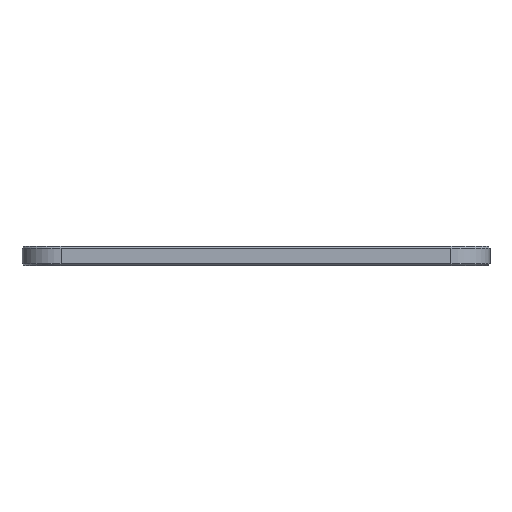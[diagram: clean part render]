
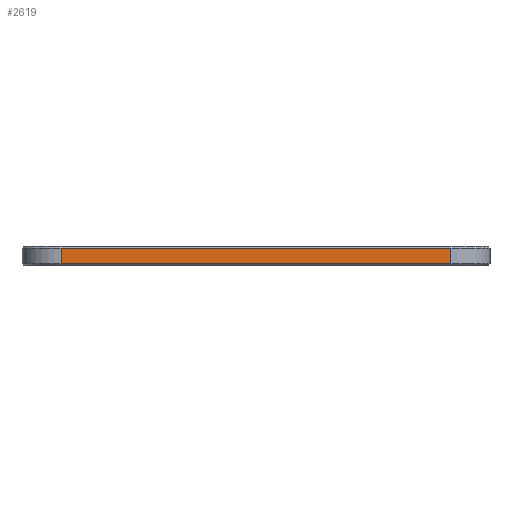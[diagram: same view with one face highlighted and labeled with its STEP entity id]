
A CAD part, front view. The second image highlights one B-rep face of the part: STEP entity #2619.
In plain terms, the highlighted planar face has unit normal (0, -1, 0).
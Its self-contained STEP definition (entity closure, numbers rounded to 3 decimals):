
#158 = PLANE('',#159);
#159 = AXIS2_PLACEMENT_3D('',#160,#161,#162);
#160 = CARTESIAN_POINT('',(0.,-6.1,0.15));
#161 = DIRECTION('',(0.,-0.707,-0.707));
#162 = DIRECTION('',(-1.,-0.,-0.));
#1034 = VERTEX_POINT('',#1035);
#1035 = CARTESIAN_POINT('',(62.5,-6.25,0.3));
#1071 = CYLINDRICAL_SURFACE('',#1072,6.25);
#1072 = AXIS2_PLACEMENT_3D('',#1073,#1074,#1075);
#1073 = CARTESIAN_POINT('',(62.5,0.,0.));
#1074 = DIRECTION('',(-0.,-0.,-1.));
#1075 = DIRECTION('',(1.,0.,0.));
#1143 = VERTEX_POINT('',#1144);
#1144 = CARTESIAN_POINT('',(0.,-6.25,0.3));
#1165 = EDGE_CURVE('',#1143,#1034,#1166,.T.);
#1166 = SURFACE_CURVE('',#1167,(#1171,#1178),.PCURVE_S1.);
#1167 = LINE('',#1168,#1169);
#1168 = CARTESIAN_POINT('',(0.,-6.25,0.3));
#1169 = VECTOR('',#1170,1.);
#1170 = DIRECTION('',(1.,0.,0.));
#1171 = PCURVE('',#158,#1172);
#1172 = DEFINITIONAL_REPRESENTATION('',(#1173),#1177);
#1173 = LINE('',#1174,#1175);
#1174 = CARTESIAN_POINT('',(-0.,-0.212));
#1175 = VECTOR('',#1176,1.);
#1176 = DIRECTION('',(-1.,0.));
#1177 = ( GEOMETRIC_REPRESENTATION_CONTEXT(2) 
PARAMETRIC_REPRESENTATION_CONTEXT() REPRESENTATION_CONTEXT('2D SPACE',''
  ) );
#1178 = PCURVE('',#1179,#1184);
#1179 = PLANE('',#1180);
#1180 = AXIS2_PLACEMENT_3D('',#1181,#1182,#1183);
#1181 = CARTESIAN_POINT('',(0.,-6.25,0.));
#1182 = DIRECTION('',(0.,1.,0.));
#1183 = DIRECTION('',(1.,0.,0.));
#1184 = DEFINITIONAL_REPRESENTATION('',(#1185),#1189);
#1185 = LINE('',#1186,#1187);
#1186 = CARTESIAN_POINT('',(0.,-0.3));
#1187 = VECTOR('',#1188,1.);
#1188 = DIRECTION('',(1.,0.));
#1189 = ( GEOMETRIC_REPRESENTATION_CONTEXT(2) 
PARAMETRIC_REPRESENTATION_CONTEXT() REPRESENTATION_CONTEXT('2D SPACE',''
  ) );
#1212 = CYLINDRICAL_SURFACE('',#1213,6.25);
#1213 = AXIS2_PLACEMENT_3D('',#1214,#1215,#1216);
#1214 = CARTESIAN_POINT('',(0.,0.,0.));
#1215 = DIRECTION('',(-0.,-0.,-1.));
#1216 = DIRECTION('',(1.,0.,0.));
#2514 = EDGE_CURVE('',#1034,#2515,#2517,.T.);
#2515 = VERTEX_POINT('',#2516);
#2516 = CARTESIAN_POINT('',(62.5,-6.25,2.825));
#2517 = SURFACE_CURVE('',#2518,(#2522,#2529),.PCURVE_S1.);
#2518 = LINE('',#2519,#2520);
#2519 = CARTESIAN_POINT('',(62.5,-6.25,0.));
#2520 = VECTOR('',#2521,1.);
#2521 = DIRECTION('',(0.,0.,1.));
#2522 = PCURVE('',#1071,#2523);
#2523 = DEFINITIONAL_REPRESENTATION('',(#2524),#2528);
#2524 = LINE('',#2525,#2526);
#2525 = CARTESIAN_POINT('',(-4.712,0.));
#2526 = VECTOR('',#2527,1.);
#2527 = DIRECTION('',(-0.,-1.));
#2528 = ( GEOMETRIC_REPRESENTATION_CONTEXT(2) 
PARAMETRIC_REPRESENTATION_CONTEXT() REPRESENTATION_CONTEXT('2D SPACE',''
  ) );
#2529 = PCURVE('',#1179,#2530);
#2530 = DEFINITIONAL_REPRESENTATION('',(#2531),#2535);
#2531 = LINE('',#2532,#2533);
#2532 = CARTESIAN_POINT('',(62.5,0.));
#2533 = VECTOR('',#2534,1.);
#2534 = DIRECTION('',(0.,-1.));
#2535 = ( GEOMETRIC_REPRESENTATION_CONTEXT(2) 
PARAMETRIC_REPRESENTATION_CONTEXT() REPRESENTATION_CONTEXT('2D SPACE',''
  ) );
#2619 = ADVANCED_FACE('',(#2620),#1179,.F.);
#2620 = FACE_BOUND('',#2621,.F.);
#2621 = EDGE_LOOP('',(#2622,#2645,#2671,#2672));
#2622 = ORIENTED_EDGE('',*,*,#2623,.T.);
#2623 = EDGE_CURVE('',#1143,#2624,#2626,.T.);
#2624 = VERTEX_POINT('',#2625);
#2625 = CARTESIAN_POINT('',(0.,-6.25,2.825));
#2626 = SURFACE_CURVE('',#2627,(#2631,#2638),.PCURVE_S1.);
#2627 = LINE('',#2628,#2629);
#2628 = CARTESIAN_POINT('',(0.,-6.25,0.));
#2629 = VECTOR('',#2630,1.);
#2630 = DIRECTION('',(0.,0.,1.));
#2631 = PCURVE('',#1179,#2632);
#2632 = DEFINITIONAL_REPRESENTATION('',(#2633),#2637);
#2633 = LINE('',#2634,#2635);
#2634 = CARTESIAN_POINT('',(0.,0.));
#2635 = VECTOR('',#2636,1.);
#2636 = DIRECTION('',(0.,-1.));
#2637 = ( GEOMETRIC_REPRESENTATION_CONTEXT(2) 
PARAMETRIC_REPRESENTATION_CONTEXT() REPRESENTATION_CONTEXT('2D SPACE',''
  ) );
#2638 = PCURVE('',#1212,#2639);
#2639 = DEFINITIONAL_REPRESENTATION('',(#2640),#2644);
#2640 = LINE('',#2641,#2642);
#2641 = CARTESIAN_POINT('',(-4.712,0.));
#2642 = VECTOR('',#2643,1.);
#2643 = DIRECTION('',(-0.,-1.));
#2644 = ( GEOMETRIC_REPRESENTATION_CONTEXT(2) 
PARAMETRIC_REPRESENTATION_CONTEXT() REPRESENTATION_CONTEXT('2D SPACE',''
  ) );
#2645 = ORIENTED_EDGE('',*,*,#2646,.T.);
#2646 = EDGE_CURVE('',#2624,#2515,#2647,.T.);
#2647 = SURFACE_CURVE('',#2648,(#2652,#2659),.PCURVE_S1.);
#2648 = LINE('',#2649,#2650);
#2649 = CARTESIAN_POINT('',(0.,-6.25,2.825));
#2650 = VECTOR('',#2651,1.);
#2651 = DIRECTION('',(1.,0.,0.));
#2652 = PCURVE('',#1179,#2653);
#2653 = DEFINITIONAL_REPRESENTATION('',(#2654),#2658);
#2654 = LINE('',#2655,#2656);
#2655 = CARTESIAN_POINT('',(0.,-2.825));
#2656 = VECTOR('',#2657,1.);
#2657 = DIRECTION('',(1.,0.));
#2658 = ( GEOMETRIC_REPRESENTATION_CONTEXT(2) 
PARAMETRIC_REPRESENTATION_CONTEXT() REPRESENTATION_CONTEXT('2D SPACE',''
  ) );
#2659 = PCURVE('',#2660,#2665);
#2660 = PLANE('',#2661);
#2661 = AXIS2_PLACEMENT_3D('',#2662,#2663,#2664);
#2662 = CARTESIAN_POINT('',(0.,-6.1,2.975));
#2663 = DIRECTION('',(0.,0.707,-0.707));
#2664 = DIRECTION('',(-1.,-0.,-0.));
#2665 = DEFINITIONAL_REPRESENTATION('',(#2666),#2670);
#2666 = LINE('',#2667,#2668);
#2667 = CARTESIAN_POINT('',(-0.,-0.212));
#2668 = VECTOR('',#2669,1.);
#2669 = DIRECTION('',(-1.,0.));
#2670 = ( GEOMETRIC_REPRESENTATION_CONTEXT(2) 
PARAMETRIC_REPRESENTATION_CONTEXT() REPRESENTATION_CONTEXT('2D SPACE',''
  ) );
#2671 = ORIENTED_EDGE('',*,*,#2514,.F.);
#2672 = ORIENTED_EDGE('',*,*,#1165,.F.);
